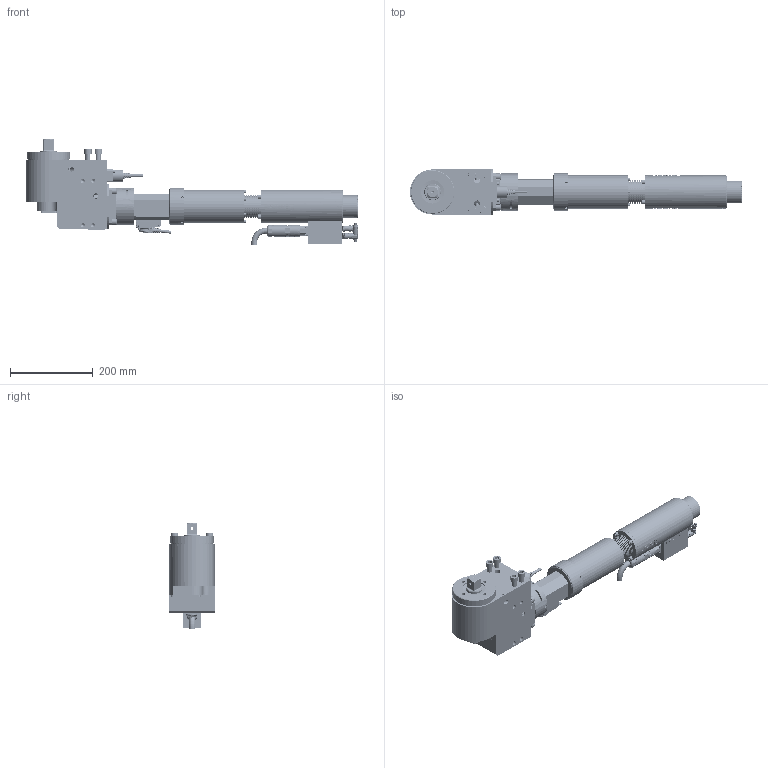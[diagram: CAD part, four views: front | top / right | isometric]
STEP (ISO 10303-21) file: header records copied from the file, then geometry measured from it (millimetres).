
FILE_DESCRIPTION(/* description */ (''),/* implementation_level */ '2;1');
FILE_NAME(/* name */ '4BD500T2A-A_IAM_001.iam.step',/* time_stamp */ '2021-08-10T08:54:09+02:00',/* author */ ('cideon'),/* organization */ (''),/* preprocessor_version */ 'ST-DEVELOPER v17.2',/* originating_system */ 'Autodesk Inventor 2019',/* authorisation */ '');
FILE_SCHEMA (('AUTOMOTIVE_DESIGN { 1 0 10303 214 3 1 1 }'));
Length unit declared in the file: centimetre
Products named in the file (1): Bauteil6
Bounding box: 801.3 x 109 x 253.8 mm (x, y, z)
Volume: 4678081.2 mm3; surface area: 759740.4 mm2
Topology: 2 solids, 2 shells, 6191 faces, 17720 edges, 11724 vertices
Faces by surface type: plane 3504, cylinder 1572, cone 512, bspline 308, torus 279, sphere 16
Full cylindrical faces by diameter (mm): 0.434 x4, 0.6 x22, 1.4 x2, 1.6 x2, 1.7 x2, 1.83 x4, 2.05 x2, 2.1 x4, 2.5 x6, 2.8 x3, 3 x6, 3.2 x2, 3.3 x4, 3.4 x1, 3.5 x1, 4 x3, 4.02 x2, 4.2 x1, 4.5 x3, 5 x3, 5.1 x1, 5.2 x1, 5.5 x19, 5.6 x4, 5.9 x2, 6 x20, 6.3 x2, 6.6 x1, 6.7 x1, 7 x10
Entity records: 267218 total; most frequent: CARTESIAN_POINT 102912, ORIENTED_EDGE 35360, DIRECTION 32728, EDGE_CURVE 17680, AXIS2_PLACEMENT_3D 12253, VERTEX_POINT 11724, LINE 8222, VECTOR 8222
